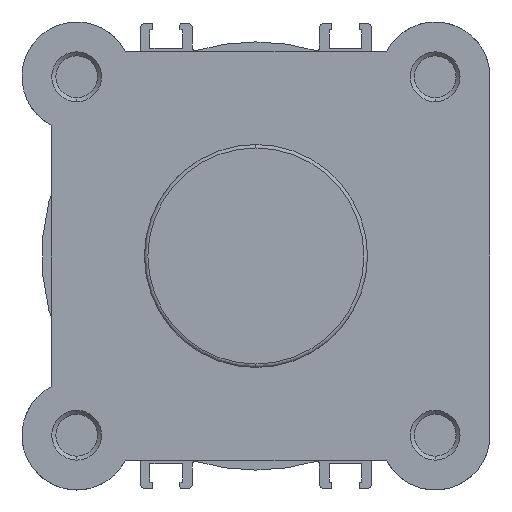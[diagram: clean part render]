
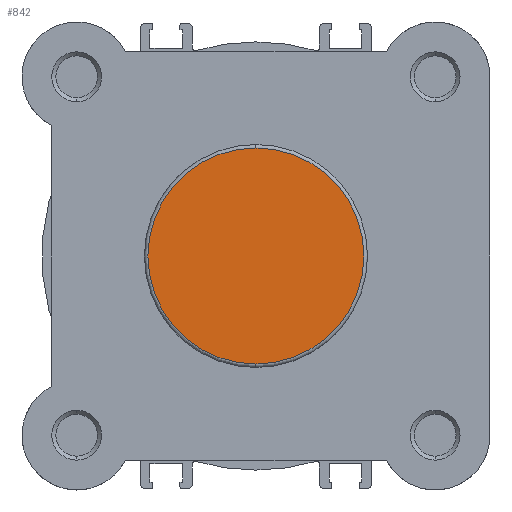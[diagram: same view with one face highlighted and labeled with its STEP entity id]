
A CAD part, left-side view. The second image highlights one B-rep face of the part: STEP entity #842.
In plain terms, the highlighted planar face has unit normal (-1, 0, 0).
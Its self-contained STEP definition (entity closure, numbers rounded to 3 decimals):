
#842 = ADVANCED_FACE ( 'NONE', ( #4906 ), #4116, .F. ) ;
#1416 = ORIENTED_EDGE ( 'NONE', *, *, #2514, .T. ) ;
#1417 = ORIENTED_EDGE ( 'NONE', *, *, #2454, .T. ) ;
#1631 = EDGE_LOOP ( 'NONE', ( #1416, #1417 ) ) ;
#2454 = EDGE_CURVE ( 'NONE', #6081, #6133, #5215, .T. ) ;
#2514 = EDGE_CURVE ( 'NONE', #6133, #6081, #5299, .T. ) ;
#2762 = AXIS2_PLACEMENT_3D ( 'NONE', #4115, #4118, #4119 ) ;
#2885 = AXIS2_PLACEMENT_3D ( 'NONE', #4661, #4662, #4663 ) ;
#2920 = AXIS2_PLACEMENT_3D ( 'NONE', #4809, #4816, #4817 ) ;
#4115 = CARTESIAN_POINT ( 'NONE',  ( 0., 22.4, 0. ) ) ;
#4116 = PLANE ( 'NONE',  #2762 ) ;
#4118 = DIRECTION ( 'NONE',  ( 1., 0., 0. ) ) ;
#4119 = DIRECTION ( 'NONE',  ( 0., 0., -1. ) ) ;
#4661 = CARTESIAN_POINT ( 'NONE',  ( 0., 0., 0. ) ) ;
#4662 = DIRECTION ( 'NONE',  ( -1., 0., 0. ) ) ;
#4663 = DIRECTION ( 'NONE',  ( 0., 0., -1. ) ) ;
#4809 = CARTESIAN_POINT ( 'NONE',  ( 0., 0., 0. ) ) ;
#4816 = DIRECTION ( 'NONE',  ( -1., 0., 0. ) ) ;
#4817 = DIRECTION ( 'NONE',  ( 0., 0., -1. ) ) ;
#4906 = FACE_OUTER_BOUND ( 'NONE', #1631, .T. ) ;
#5215 = CIRCLE ( 'NONE', #2885, 21.7 ) ;
#5299 = CIRCLE ( 'NONE', #2920, 21.7 ) ;
#6081 = VERTEX_POINT ( 'NONE', #7244 ) ;
#6133 = VERTEX_POINT ( 'NONE', #7293 ) ;
#7244 = CARTESIAN_POINT ( 'NONE',  ( 0., 0., 21.7 ) ) ;
#7293 = CARTESIAN_POINT ( 'NONE',  ( 0., 0., -21.7 ) ) ;
